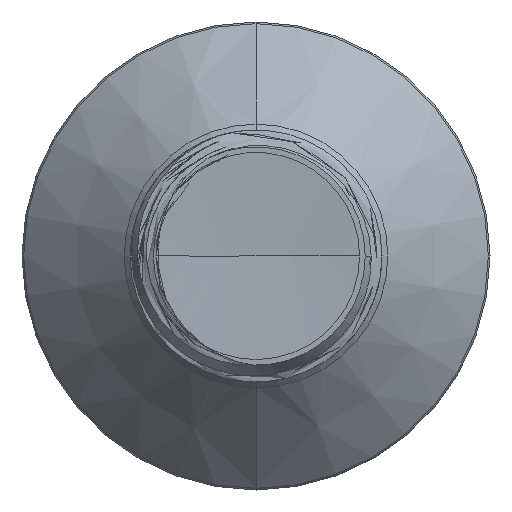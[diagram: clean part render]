
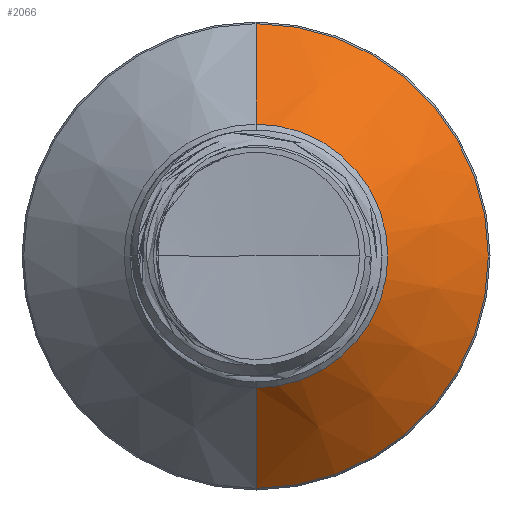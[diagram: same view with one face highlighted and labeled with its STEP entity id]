
A CAD part, front view. The second image highlights one B-rep face of the part: STEP entity #2066.
In plain terms, the highlighted conical face has half-angle 45 degrees and reference radius 1.832 mm.
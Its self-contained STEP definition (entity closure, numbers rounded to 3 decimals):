
#320 = CARTESIAN_POINT ( 'NONE',  ( 0., 8.208, 3.227 ) ) ;
#699 = DIRECTION ( 'NONE',  ( 0., 1., 0. ) ) ;
#2066 = ADVANCED_FACE ( 'NONE', ( #22017 ), #2607, .T. ) ;
#2119 = CARTESIAN_POINT ( 'NONE',  ( 0., 6.813, 0. ) ) ;
#2173 = DIRECTION ( 'NONE',  ( 0., 1., 0. ) ) ;
#2183 = VERTEX_POINT ( 'NONE', #22867 ) ;
#2578 = ORIENTED_EDGE ( 'NONE', *, *, #17050, .T. ) ;
#2607 = CONICAL_SURFACE ( 'NONE', #4323, 1.832, 0.785 ) ;
#2956 = CARTESIAN_POINT ( 'NONE',  ( 0., 6.813, 0. ) ) ;
#3653 = DIRECTION ( 'NONE',  ( 0., 0.707, -0.707 ) ) ;
#3792 = CIRCLE ( 'NONE', #6803, 3.227 ) ;
#4256 = VERTEX_POINT ( 'NONE', #320 ) ;
#4323 = AXIS2_PLACEMENT_3D ( 'NONE', #2119, #2173, #6800 ) ;
#4801 = DIRECTION ( 'NONE',  ( 0., 0., 1. ) ) ;
#5144 = CIRCLE ( 'NONE', #16250, 1.832 ) ;
#5207 = EDGE_CURVE ( 'NONE', #2183, #4256, #14415, .T. ) ;
#5549 = VECTOR ( 'NONE', #19069, 1000. ) ;
#6800 = DIRECTION ( 'NONE',  ( 0., 0., 1. ) ) ;
#6803 = AXIS2_PLACEMENT_3D ( 'NONE', #11556, #699, #13333 ) ;
#7410 = ORIENTED_EDGE ( 'NONE', *, *, #13558, .T. ) ;
#7604 = EDGE_CURVE ( 'NONE', #4256, #17168, #3792, .T. ) ;
#7979 = ORIENTED_EDGE ( 'NONE', *, *, #5207, .F. ) ;
#9270 = EDGE_LOOP ( 'NONE', ( #2578, #7410, #21407, #7979 ) ) ;
#10220 = VECTOR ( 'NONE', #3653, 1000. ) ;
#11556 = CARTESIAN_POINT ( 'NONE',  ( 0., 8.208, 0. ) ) ;
#12048 = CARTESIAN_POINT ( 'NONE',  ( 0., 6.813, 1.832 ) ) ;
#12573 = CARTESIAN_POINT ( 'NONE',  ( 0., 6.813, -1.832 ) ) ;
#13333 = DIRECTION ( 'NONE',  ( 0., 0., 1. ) ) ;
#13558 = EDGE_CURVE ( 'NONE', #20290, #17168, #14872, .T. ) ;
#14415 = LINE ( 'NONE', #12048, #5549 ) ;
#14872 = LINE ( 'NONE', #12573, #10220 ) ;
#15426 = DIRECTION ( 'NONE',  ( 0., 1., 0. ) ) ;
#16250 = AXIS2_PLACEMENT_3D ( 'NONE', #2956, #15426, #4801 ) ;
#17050 = EDGE_CURVE ( 'NONE', #2183, #20290, #5144, .T. ) ;
#17168 = VERTEX_POINT ( 'NONE', #20671 ) ;
#19069 = DIRECTION ( 'NONE',  ( 0., 0.707, 0.707 ) ) ;
#19544 = CARTESIAN_POINT ( 'NONE',  ( 0., 6.813, -1.832 ) ) ;
#20290 = VERTEX_POINT ( 'NONE', #19544 ) ;
#20671 = CARTESIAN_POINT ( 'NONE',  ( 0., 8.208, -3.227 ) ) ;
#21407 = ORIENTED_EDGE ( 'NONE', *, *, #7604, .F. ) ;
#22017 = FACE_OUTER_BOUND ( 'NONE', #9270, .T. ) ;
#22867 = CARTESIAN_POINT ( 'NONE',  ( 0., 6.813, 1.832 ) ) ;
